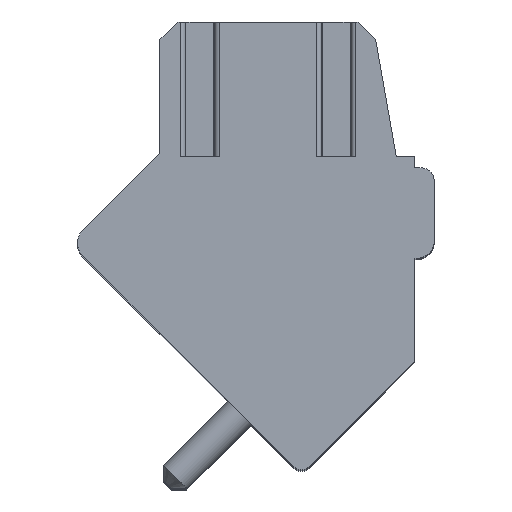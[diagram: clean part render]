
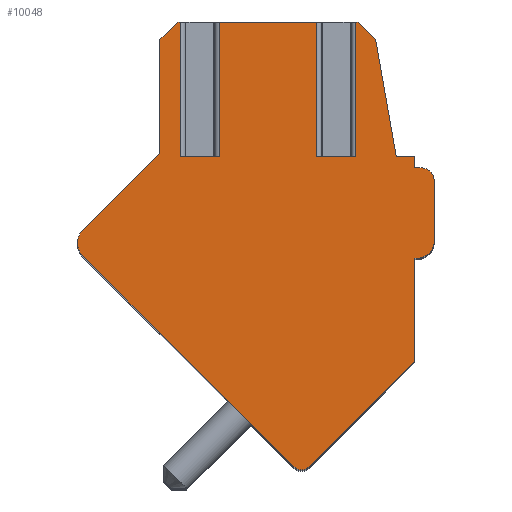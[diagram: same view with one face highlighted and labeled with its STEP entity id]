
A CAD part, top view. The second image highlights one B-rep face of the part: STEP entity #10048.
In plain terms, the highlighted planar face has unit normal (0, 0, 1).
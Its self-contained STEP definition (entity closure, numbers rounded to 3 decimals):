
#1750=DIRECTION('',(0.707,-0.707,0.));
#1751=VECTOR('',#1750,8.2);
#1752=CARTESIAN_POINT('',(-4.761,0.072,1.75));
#1753=LINE('',#1752,#1751);
#2012=DIRECTION('',(1.,0.,0.));
#2013=VECTOR('',#2012,1.07);
#2014=CARTESIAN_POINT('',(1.673,2.8,1.75));
#2015=LINE('',#2014,#2013);
#2016=DIRECTION('',(0.,1.,0.));
#2017=VECTOR('',#2016,3.7);
#2018=CARTESIAN_POINT('',(2.743,2.8,1.75));
#2019=LINE('',#2018,#2017);
#2020=DIRECTION('',(-1.,0.,0.));
#2021=VECTOR('',#2020,0.068);
#2022=CARTESIAN_POINT('',(2.811,6.5,1.75));
#2023=LINE('',#2022,#2021);
#2024=DIRECTION('',(-0.707,0.707,0.));
#2025=VECTOR('',#2024,0.677);
#2026=CARTESIAN_POINT('',(3.29,6.021,1.75));
#2027=LINE('',#2026,#2025);
#2028=DIRECTION('',(-0.174,0.985,0.));
#2029=VECTOR('',#2028,3.271);
#2030=CARTESIAN_POINT('',(3.858,2.8,1.75));
#2031=LINE('',#2030,#2029);
#2032=DIRECTION('',(-1.,0.,0.));
#2033=VECTOR('',#2032,0.5);
#2034=CARTESIAN_POINT('',(4.358,2.8,1.75));
#2035=LINE('',#2034,#2033);
#2036=DIRECTION('',(0.,1.,0.));
#2037=VECTOR('',#2036,0.3);
#2038=CARTESIAN_POINT('',(4.358,2.5,1.75));
#2039=LINE('',#2038,#2037);
#2040=DIRECTION('',(-1.,0.,0.));
#2041=VECTOR('',#2040,0.15);
#2042=CARTESIAN_POINT('',(4.508,2.5,1.75));
#2043=LINE('',#2042,#2041);
#2044=CARTESIAN_POINT('',(4.508,2.1,1.75));
#2045=DIRECTION('',(0.,0.,1.));
#2046=DIRECTION('',(1.,0.,0.));
#2047=AXIS2_PLACEMENT_3D('',#2044,#2045,#2046);
#2049=DIRECTION('',(0.,1.,0.));
#2050=VECTOR('',#2049,1.6);
#2051=CARTESIAN_POINT('',(4.908,0.5,1.75));
#2052=LINE('',#2051,#2050);
#2053=CARTESIAN_POINT('',(4.408,0.5,1.75));
#2054=DIRECTION('',(0.,0.,1.));
#2055=DIRECTION('',(0.,-1.,0.));
#2056=AXIS2_PLACEMENT_3D('',#2053,#2054,#2055);
#2058=DIRECTION('',(1.,0.,0.));
#2059=VECTOR('',#2058,0.05);
#2060=CARTESIAN_POINT('',(4.358,0.,1.75));
#2061=LINE('',#2060,#2059);
#2062=DIRECTION('',(0.,1.,0.));
#2063=VECTOR('',#2062,2.83);
#2064=CARTESIAN_POINT('',(4.358,-2.83,1.75));
#2065=LINE('',#2064,#2063);
#2066=DIRECTION('',(0.707,0.707,0.));
#2067=VECTOR('',#2066,4.096);
#2068=CARTESIAN_POINT('',(1.461,-5.727,1.75));
#2069=LINE('',#2068,#2067);
#2070=CARTESIAN_POINT('',(1.249,-5.515,1.75));
#2071=DIRECTION('',(0.,0.,1.));
#2072=DIRECTION('',(-0.707,-0.707,0.));
#2073=AXIS2_PLACEMENT_3D('',#2070,#2071,#2072);
#2075=CARTESIAN_POINT('',(-4.408,0.425,1.75));
#2076=DIRECTION('',(0.,0.,1.));
#2077=DIRECTION('',(-0.707,0.707,0.));
#2078=AXIS2_PLACEMENT_3D('',#2075,#2076,#2077);
#2080=DIRECTION('',(-0.707,-0.707,0.));
#2081=VECTOR('',#2080,2.997);
#2082=CARTESIAN_POINT('',(-2.642,2.898,1.75));
#2083=LINE('',#2082,#2081);
#2084=DIRECTION('',(0.,-1.,0.));
#2085=VECTOR('',#2084,3.111);
#2086=CARTESIAN_POINT('',(-2.642,6.009,1.75));
#2087=LINE('',#2086,#2085);
#2088=DIRECTION('',(-0.707,-0.707,0.));
#2089=VECTOR('',#2088,0.694);
#2090=CARTESIAN_POINT('',(-2.151,6.5,1.75));
#2091=LINE('',#2090,#2089);
#2092=DIRECTION('',(-1.,0.,0.));
#2093=VECTOR('',#2092,0.074);
#2094=CARTESIAN_POINT('',(-2.077,6.5,1.75));
#2095=LINE('',#2094,#2093);
#2096=DIRECTION('',(0.,1.,0.));
#2097=VECTOR('',#2096,3.7);
#2098=CARTESIAN_POINT('',(-2.077,2.8,1.75));
#2099=LINE('',#2098,#2097);
#2100=DIRECTION('',(1.,0.,0.));
#2101=VECTOR('',#2100,1.07);
#2102=CARTESIAN_POINT('',(-2.077,2.8,1.75));
#2103=LINE('',#2102,#2101);
#2104=DIRECTION('',(0.,1.,0.));
#2105=VECTOR('',#2104,3.7);
#2106=CARTESIAN_POINT('',(-1.007,2.8,1.75));
#2107=LINE('',#2106,#2105);
#2108=DIRECTION('',(-1.,0.,0.));
#2109=VECTOR('',#2108,2.68);
#2110=CARTESIAN_POINT('',(1.673,6.5,1.75));
#2111=LINE('',#2110,#2109);
#2112=DIRECTION('',(0.,1.,0.));
#2113=VECTOR('',#2112,3.7);
#2114=CARTESIAN_POINT('',(1.673,2.8,1.75));
#2115=LINE('',#2114,#2113);
#5997=CARTESIAN_POINT('',(1.673,2.8,1.75));
#5998=CARTESIAN_POINT('',(2.743,2.8,1.75));
#5999=VERTEX_POINT('',#5997);
#6000=VERTEX_POINT('',#5998);
#6001=CARTESIAN_POINT('',(2.743,6.5,1.75));
#6002=VERTEX_POINT('',#6001);
#6003=CARTESIAN_POINT('',(1.673,6.5,1.75));
#6004=VERTEX_POINT('',#6003);
#6017=CARTESIAN_POINT('',(-2.077,2.8,1.75));
#6018=CARTESIAN_POINT('',(-1.007,2.8,1.75));
#6019=VERTEX_POINT('',#6017);
#6020=VERTEX_POINT('',#6018);
#6021=CARTESIAN_POINT('',(-1.007,6.5,1.75));
#6022=VERTEX_POINT('',#6021);
#6023=CARTESIAN_POINT('',(-2.077,6.5,1.75));
#6024=VERTEX_POINT('',#6023);
#6115=CARTESIAN_POINT('',(1.037,-5.727,1.75));
#6116=CARTESIAN_POINT('',(1.461,-5.727,1.75));
#6117=VERTEX_POINT('',#6115);
#6118=VERTEX_POINT('',#6116);
#6119=CARTESIAN_POINT('',(4.358,-2.83,1.75));
#6120=VERTEX_POINT('',#6119);
#6121=CARTESIAN_POINT('',(4.358,0.,1.75));
#6122=VERTEX_POINT('',#6121);
#6123=CARTESIAN_POINT('',(4.408,0.,1.75));
#6124=VERTEX_POINT('',#6123);
#6125=CARTESIAN_POINT('',(4.908,0.5,1.75));
#6126=VERTEX_POINT('',#6125);
#6127=CARTESIAN_POINT('',(4.908,2.1,1.75));
#6128=VERTEX_POINT('',#6127);
#6129=CARTESIAN_POINT('',(4.508,2.5,1.75));
#6130=VERTEX_POINT('',#6129);
#6131=CARTESIAN_POINT('',(4.358,2.5,1.75));
#6132=VERTEX_POINT('',#6131);
#6133=CARTESIAN_POINT('',(4.358,2.8,1.75));
#6134=VERTEX_POINT('',#6133);
#6135=CARTESIAN_POINT('',(3.858,2.8,1.75));
#6136=VERTEX_POINT('',#6135);
#6137=CARTESIAN_POINT('',(3.29,6.021,1.75));
#6138=VERTEX_POINT('',#6137);
#6139=CARTESIAN_POINT('',(2.811,6.5,1.75));
#6140=VERTEX_POINT('',#6139);
#6141=CARTESIAN_POINT('',(-2.151,6.5,1.75));
#6142=CARTESIAN_POINT('',(-2.642,6.009,1.75));
#6143=VERTEX_POINT('',#6141);
#6144=VERTEX_POINT('',#6142);
#6145=CARTESIAN_POINT('',(-4.761,0.779,1.75));
#6146=CARTESIAN_POINT('',(-4.761,0.072,1.75));
#6147=VERTEX_POINT('',#6145);
#6148=VERTEX_POINT('',#6146);
#6153=CARTESIAN_POINT('',(-2.642,2.898,1.75));
#6155=VERTEX_POINT('',#6153);
#10005=CARTESIAN_POINT('',(0.,0.,1.75));
#10006=DIRECTION('',(0.,0.,1.));
#10007=DIRECTION('',(1.,0.,0.));
#10008=AXIS2_PLACEMENT_3D('',#10005,#10006,#10007);
#10009=PLANE('',#10008);
#10011=ORIENTED_EDGE('',*,*,#10010,.T.);
#10013=ORIENTED_EDGE('',*,*,#10012,.T.);
#10014=ORIENTED_EDGE('',*,*,#7777,.F.);
#10015=ORIENTED_EDGE('',*,*,#7981,.F.);
#10016=ORIENTED_EDGE('',*,*,#7995,.F.);
#10017=ORIENTED_EDGE('',*,*,#8009,.F.);
#10018=ORIENTED_EDGE('',*,*,#8078,.F.);
#10019=ORIENTED_EDGE('',*,*,#8094,.F.);
#10020=ORIENTED_EDGE('',*,*,#8616,.F.);
#10021=ORIENTED_EDGE('',*,*,#8733,.F.);
#10022=ORIENTED_EDGE('',*,*,#8850,.F.);
#10023=ORIENTED_EDGE('',*,*,#8967,.F.);
#10024=ORIENTED_EDGE('',*,*,#9091,.F.);
#10025=ORIENTED_EDGE('',*,*,#9648,.F.);
#10026=ORIENTED_EDGE('',*,*,#9794,.F.);
#10027=ORIENTED_EDGE('',*,*,#9699,.F.);
#10029=ORIENTED_EDGE('',*,*,#10028,.F.);
#10031=ORIENTED_EDGE('',*,*,#10030,.F.);
#10033=ORIENTED_EDGE('',*,*,#10032,.F.);
#10035=ORIENTED_EDGE('',*,*,#10034,.F.);
#10036=ORIENTED_EDGE('',*,*,#7809,.F.);
#10038=ORIENTED_EDGE('',*,*,#10037,.F.);
#10040=ORIENTED_EDGE('',*,*,#10039,.T.);
#10042=ORIENTED_EDGE('',*,*,#10041,.T.);
#10043=ORIENTED_EDGE('',*,*,#7793,.F.);
#10045=ORIENTED_EDGE('',*,*,#10044,.F.);
#10046=EDGE_LOOP('',(#10011,#10013,#10014,#10015,#10016,#10017,#10018,#10019,
#10020,#10021,#10022,#10023,#10024,#10025,#10026,#10027,#10029,#10031,#10033,
#10035,#10036,#10038,#10040,#10042,#10043,#10045));
#10047=FACE_OUTER_BOUND('',#10046,.F.);
#2048=CIRCLE('',#2047,0.4);
#2057=CIRCLE('',#2056,0.5);
#2074=CIRCLE('',#2073,0.3);
#2079=CIRCLE('',#2078,0.5);
#7777=EDGE_CURVE('',#6140,#6002,#2023,.T.);
#7793=EDGE_CURVE('',#6004,#6022,#2111,.T.);
#7809=EDGE_CURVE('',#6024,#6143,#2095,.T.);
#7981=EDGE_CURVE('',#6138,#6140,#2027,.T.);
#7995=EDGE_CURVE('',#6136,#6138,#2031,.T.);
#8009=EDGE_CURVE('',#6134,#6136,#2035,.T.);
#8078=EDGE_CURVE('',#6132,#6134,#2039,.T.);
#8094=EDGE_CURVE('',#6130,#6132,#2043,.T.);
#8616=EDGE_CURVE('',#6128,#6130,#2048,.T.);
#8733=EDGE_CURVE('',#6126,#6128,#2052,.T.);
#8850=EDGE_CURVE('',#6124,#6126,#2057,.T.);
#8967=EDGE_CURVE('',#6122,#6124,#2061,.T.);
#9091=EDGE_CURVE('',#6120,#6122,#2065,.T.);
#9648=EDGE_CURVE('',#6118,#6120,#2069,.T.);
#9699=EDGE_CURVE('',#6148,#6117,#1753,.T.);
#9794=EDGE_CURVE('',#6117,#6118,#2074,.T.);
#10010=EDGE_CURVE('',#5999,#6000,#2015,.T.);
#10012=EDGE_CURVE('',#6000,#6002,#2019,.T.);
#10028=EDGE_CURVE('',#6147,#6148,#2079,.T.);
#10030=EDGE_CURVE('',#6155,#6147,#2083,.T.);
#10032=EDGE_CURVE('',#6144,#6155,#2087,.T.);
#10034=EDGE_CURVE('',#6143,#6144,#2091,.T.);
#10037=EDGE_CURVE('',#6019,#6024,#2099,.T.);
#10039=EDGE_CURVE('',#6019,#6020,#2103,.T.);
#10041=EDGE_CURVE('',#6020,#6022,#2107,.T.);
#10044=EDGE_CURVE('',#5999,#6004,#2115,.T.);
#10048=ADVANCED_FACE('',(#10047),#10009,.T.);
